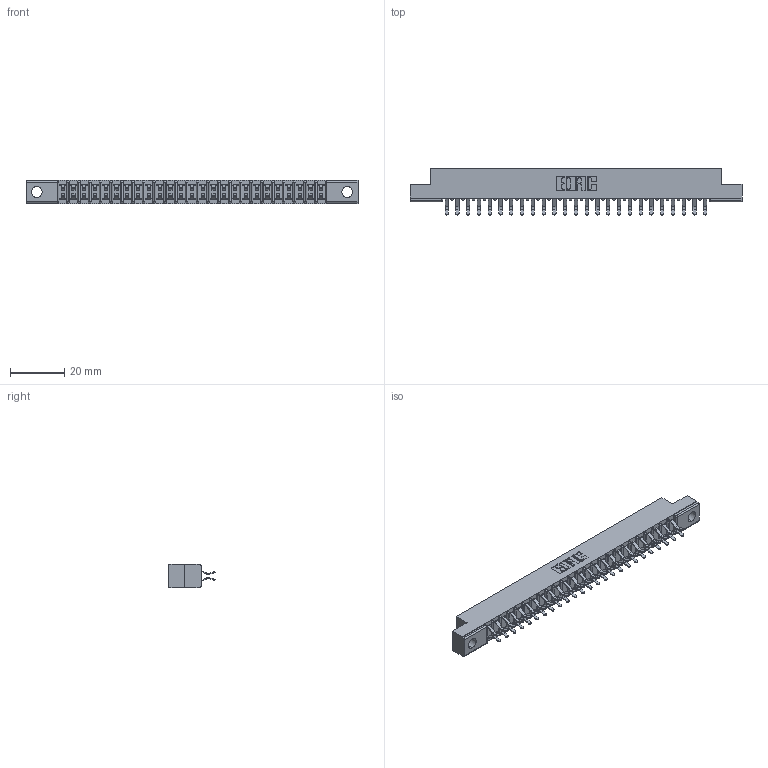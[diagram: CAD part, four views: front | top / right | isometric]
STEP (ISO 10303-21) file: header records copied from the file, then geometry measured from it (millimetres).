
FILE_DESCRIPTION (( 'STEP AP203' ), '1' );
FILE_NAME ('357-050-556-202.STEP', '2019-09-19T02:54:05', ( '' ), ( '' ), 'SwSTEP 2.0', 'SolidWorks 2016', '' );
FILE_SCHEMA (( 'CONFIG_CONTROL_DESIGN' ));
Length unit declared in the file: inch
Products named in the file (3): 307-290-001_556; 357-050-556-202; 307 Part_.128 Dia Mounting Holes
Assembly tree (51 placements, depth 2):
  357-050-556-202
    307 Part_.128 Dia Mounting Holes
    307-290-001_556  x50
Bounding box: 122.07 x 16.97 x 8.71 mm (x, y, z)
Volume: 7887.6 mm3; surface area: 13884.7 mm2
Topology: 51 solids, 51 shells, 2644 faces, 7423 edges, 4810 vertices
Faces by surface type: plane 1720, cylinder 872, sphere 52
Entity records: 24434 total; most frequent: CARTESIAN_POINT 4001, ORIENTED_EDGE 3962, DIRECTION 3927, EDGE_CURVE 1981, LINE 1511, VECTOR 1511, VERTEX_POINT 1282, AXIS2_PLACEMENT_3D 1208
